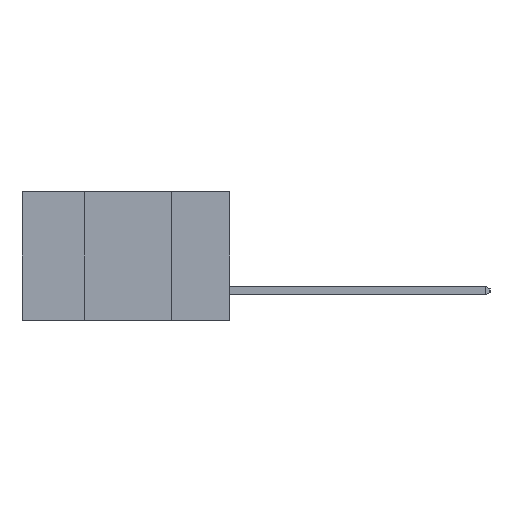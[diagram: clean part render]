
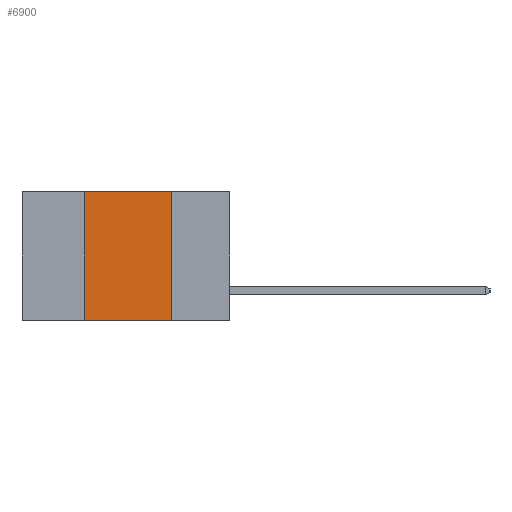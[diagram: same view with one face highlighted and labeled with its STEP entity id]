
A CAD part, left-side view. The second image highlights one B-rep face of the part: STEP entity #6900.
In plain terms, the highlighted planar face has unit normal (-1, 0, 0).
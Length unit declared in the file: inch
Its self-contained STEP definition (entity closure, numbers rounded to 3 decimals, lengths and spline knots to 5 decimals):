
#2550 = CARTESIAN_POINT ( 'NONE',  ( 0., 0.17, 0. ) ) ;
#3009 = VERTEX_POINT ( 'NONE', #13626 ) ;
#4011 = VECTOR ( 'NONE', #18311, 39.37008 ) ;
#5214 = CARTESIAN_POINT ( 'NONE',  ( 0., 0.6, -0.37 ) ) ;
#5381 = DIRECTION ( 'NONE',  ( 0., -1., 0. ) ) ;
#6900 = ADVANCED_FACE ( 'NONE', ( #11575 ), #19063, .F. ) ;
#6947 = VECTOR ( 'NONE', #21944, 39.37008 ) ;
#7056 = VECTOR ( 'NONE', #5381, 39.37008 ) ;
#7648 = LINE ( 'NONE', #5214, #7056 ) ;
#8989 = CARTESIAN_POINT ( 'NONE',  ( 0., 0.42, 0. ) ) ;
#9475 = LINE ( 'NONE', #10675, #13880 ) ;
#9510 = ORIENTED_EDGE ( 'NONE', *, *, #15084, .T. ) ;
#10675 = CARTESIAN_POINT ( 'NONE',  ( 0., 0.17, -0.37 ) ) ;
#10852 = VERTEX_POINT ( 'NONE', #20614 ) ;
#11575 = FACE_OUTER_BOUND ( 'NONE', #16684, .T. ) ;
#12552 = DIRECTION ( 'NONE',  ( 0., 0., -1. ) ) ;
#12720 = ORIENTED_EDGE ( 'NONE', *, *, #18828, .F. ) ;
#13328 = ORIENTED_EDGE ( 'NONE', *, *, #17580, .F. ) ;
#13626 = CARTESIAN_POINT ( 'NONE',  ( 0., 0.17, -0.37 ) ) ;
#13880 = VECTOR ( 'NONE', #12552, 39.37008 ) ;
#15084 = EDGE_CURVE ( 'NONE', #10852, #3009, #7648, .T. ) ;
#16366 = EDGE_CURVE ( 'NONE', #10852, #17629, #23017, .T. ) ;
#16416 = CARTESIAN_POINT ( 'NONE',  ( 0., 0.42, -0.37 ) ) ;
#16453 = CARTESIAN_POINT ( 'NONE',  ( 0., 0.6, 0. ) ) ;
#16684 = EDGE_LOOP ( 'NONE', ( #12720, #13328, #23194, #9510 ) ) ;
#16758 = VERTEX_POINT ( 'NONE', #2550 ) ;
#17580 = EDGE_CURVE ( 'NONE', #17629, #16758, #18971, .T. ) ;
#17629 = VERTEX_POINT ( 'NONE', #8989 ) ;
#18311 = DIRECTION ( 'NONE',  ( 0., -1., 0. ) ) ;
#18828 = EDGE_CURVE ( 'NONE', #16758, #3009, #9475, .T. ) ;
#18844 = DIRECTION ( 'NONE',  ( 0., 0., -1. ) ) ;
#18873 = DIRECTION ( 'NONE',  ( 1., 0., 0. ) ) ;
#18971 = LINE ( 'NONE', #16453, #4011 ) ;
#19063 = PLANE ( 'NONE',  #19838 ) ;
#19095 = CARTESIAN_POINT ( 'NONE',  ( 0., 0.6, 0. ) ) ;
#19838 = AXIS2_PLACEMENT_3D ( 'NONE', #19095, #18873, #18844 ) ;
#20614 = CARTESIAN_POINT ( 'NONE',  ( 0., 0.42, -0.37 ) ) ;
#21944 = DIRECTION ( 'NONE',  ( 0., 0., 1. ) ) ;
#23017 = LINE ( 'NONE', #16416, #6947 ) ;
#23194 = ORIENTED_EDGE ( 'NONE', *, *, #16366, .F. ) ;
